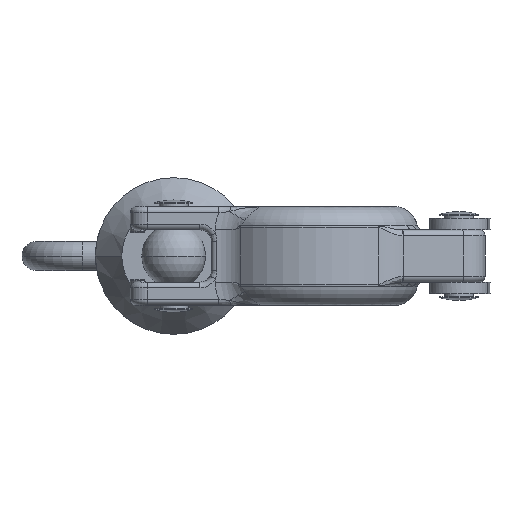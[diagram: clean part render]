
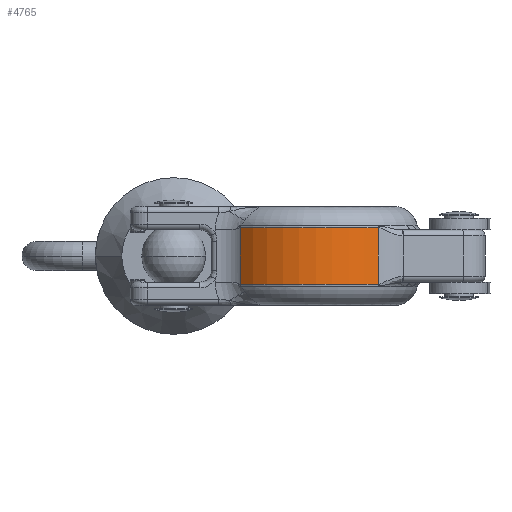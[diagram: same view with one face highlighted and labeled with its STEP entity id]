
A CAD part, front view. The second image highlights one B-rep face of the part: STEP entity #4765.
In plain terms, the highlighted cylindrical face has radius 17.85 mm (diameter 35.7 mm), a partial arc.
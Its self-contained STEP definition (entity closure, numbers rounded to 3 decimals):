
#1541 = ORIENTED_EDGE ( 'NONE', *, *, #14198, .T. ) ;
#1686 = DIRECTION ( 'NONE',  ( 0., 0., -1. ) ) ;
#2022 = ORIENTED_EDGE ( 'NONE', *, *, #12740, .T. ) ;
#2678 = CARTESIAN_POINT ( 'NONE',  ( 10.856, -14.17, -4.872 ) ) ;
#3255 = ORIENTED_EDGE ( 'NONE', *, *, #10934, .T. ) ;
#3353 = AXIS2_PLACEMENT_3D ( 'NONE', #14418, #5972, #13256 ) ;
#3892 = CARTESIAN_POINT ( 'NONE',  ( 10.856, -14.17, 8.5 ) ) ;
#4053 = AXIS2_PLACEMENT_3D ( 'NONE', #12417, #1686, #6458 ) ;
#4765 = ADVANCED_FACE ( 'NONE', ( #12332 ), #7641, .T. ) ;
#5058 = LINE ( 'NONE', #3892, #10788 ) ;
#5436 = VERTEX_POINT ( 'NONE', #2678 ) ;
#5445 = CARTESIAN_POINT ( 'NONE',  ( -12.889, -12.349, 4.872 ) ) ;
#5547 = DIRECTION ( 'NONE',  ( 1., 0., 0. ) ) ;
#5930 = CARTESIAN_POINT ( 'NONE',  ( -12.889, -12.349, 8.5 ) ) ;
#5972 = DIRECTION ( 'NONE',  ( 0., 0., 1. ) ) ;
#6458 = DIRECTION ( 'NONE',  ( -1., 0., 0. ) ) ;
#6891 = CARTESIAN_POINT ( 'NONE',  ( 10.856, -14.17, 4.872 ) ) ;
#7099 = CIRCLE ( 'NONE', #3353, 17.85 ) ;
#7156 = VERTEX_POINT ( 'NONE', #11142 ) ;
#7348 = VERTEX_POINT ( 'NONE', #6891 ) ;
#7439 = VERTEX_POINT ( 'NONE', #5445 ) ;
#7641 = CYLINDRICAL_SURFACE ( 'NONE', #4053, 17.85 ) ;
#7928 = EDGE_CURVE ( 'NONE', #7156, #5436, #7099, .T. ) ;
#8092 = DIRECTION ( 'NONE',  ( 0., 0., -1. ) ) ;
#8531 = LINE ( 'NONE', #5930, #13470 ) ;
#8647 = EDGE_LOOP ( 'NONE', ( #3255, #2022, #1541, #10295 ) ) ;
#8693 = DIRECTION ( 'NONE',  ( 0., 0., 1. ) ) ;
#10295 = ORIENTED_EDGE ( 'NONE', *, *, #7928, .T. ) ;
#10788 = VECTOR ( 'NONE', #8693, 1000. ) ;
#10934 = EDGE_CURVE ( 'NONE', #5436, #7348, #5058, .T. ) ;
#11142 = CARTESIAN_POINT ( 'NONE',  ( -12.889, -12.349, -4.872 ) ) ;
#12332 = FACE_OUTER_BOUND ( 'NONE', #8647, .T. ) ;
#12404 = CIRCLE ( 'NONE', #15128, 17.85 ) ;
#12417 = CARTESIAN_POINT ( 'NONE',  ( 0., 0., 8.5 ) ) ;
#12740 = EDGE_CURVE ( 'NONE', #7348, #7439, #12404, .T. ) ;
#12929 = CARTESIAN_POINT ( 'NONE',  ( 0., 0., 4.872 ) ) ;
#13056 = DIRECTION ( 'NONE',  ( 0., 0., -1. ) ) ;
#13256 = DIRECTION ( 'NONE',  ( -1., 0., 0. ) ) ;
#13470 = VECTOR ( 'NONE', #13056, 1000. ) ;
#14198 = EDGE_CURVE ( 'NONE', #7439, #7156, #8531, .T. ) ;
#14418 = CARTESIAN_POINT ( 'NONE',  ( 0., 0., -4.872 ) ) ;
#15128 = AXIS2_PLACEMENT_3D ( 'NONE', #12929, #8092, #5547 ) ;
